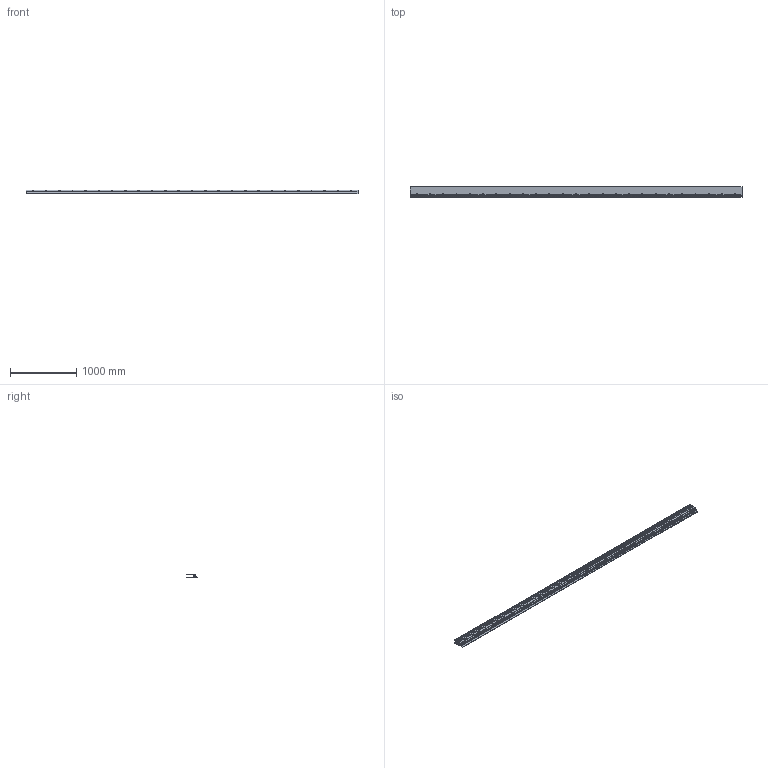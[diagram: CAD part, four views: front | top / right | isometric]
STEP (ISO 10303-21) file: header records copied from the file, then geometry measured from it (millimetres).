
FILE_DESCRIPTION (( 'STEP AP214' ), '1' );
FILE_NAME ('AL_0011-LIGHT-5000-N-E.STEP', '2023-12-08T10:07:54', ( '' ), ( '' ), 'SwSTEP 2.0', 'SolidWorks 2019', '' );
FILE_SCHEMA (( 'AUTOMOTIVE_DESIGN' ));
Length unit declared in the file: millimetre
Products named in the file (1): AL_0011-LIGHT-5000-N-E
Bounding box: 5000 x 160 x 60 mm (x, y, z)
Volume: 8978961.5 mm3; surface area: 7149670.1 mm2
Topology: 1 solids, 1 shells, 1225 faces, 4179 edges, 2786 vertices
Faces by surface type: cylinder 810, plane 415
Entity records: 51422 total; most frequent: CARTESIAN_POINT 17653, ORIENTED_EDGE 8358, DIRECTION 5851, EDGE_CURVE 4179, VERTEX_POINT 2786, VECTOR 1983, LINE 1983, AXIS2_PLACEMENT_3D 1934
